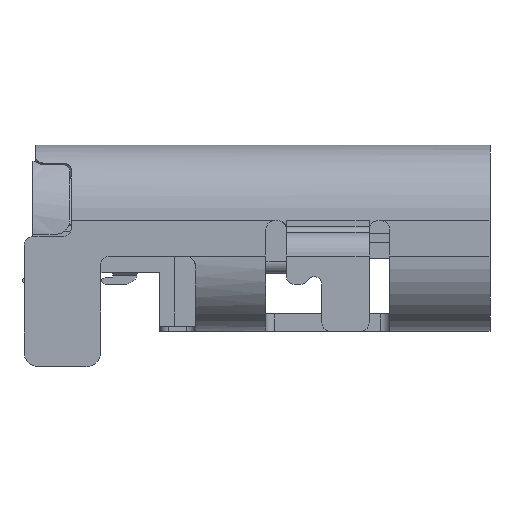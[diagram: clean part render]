
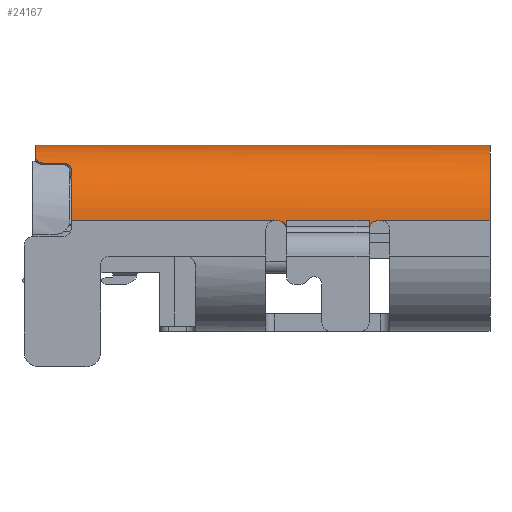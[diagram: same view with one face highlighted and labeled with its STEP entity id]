
A CAD part, front view. The second image highlights one B-rep face of the part: STEP entity #24167.
In plain terms, the highlighted cylindrical face has radius 1.28 mm (diameter 2.56 mm), a partial arc.
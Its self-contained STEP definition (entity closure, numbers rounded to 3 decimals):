
#3691=CARTESIAN_POINT('',(4.481,-2.428,17.6));
#3692=DIRECTION('',(-1.,0.,0.));
#3693=DIRECTION('',(0.,-1.,0.));
#3694=AXIS2_PLACEMENT_3D('',#3691,#3692,#3693);
#3880=DIRECTION('',(-1.,0.,0.));
#3881=VECTOR('',#3880,0.05);
#3882=CARTESIAN_POINT('',(2.631,-3.708,17.6));
#3883=LINE('',#3882,#3881);
#3884=DIRECTION('',(-1.,0.,0.));
#3885=VECTOR('',#3884,1.4);
#3886=CARTESIAN_POINT('',(2.431,-3.708,17.6));
#3887=LINE('',#3886,#3885);
#3888=DIRECTION('',(-1.,0.,0.));
#3889=VECTOR('',#3888,0.05);
#3890=CARTESIAN_POINT('',(0.881,-3.708,17.6));
#3891=LINE('',#3890,#3889);
#3892=DIRECTION('',(-1.,0.,0.));
#3893=VECTOR('',#3892,3.449);
#3894=CARTESIAN_POINT('',(0.831,-3.708,17.6));
#3895=LINE('',#3894,#3893);
#3896=DIRECTION('',(1.,0.,0.));
#3897=VECTOR('',#3896,7.7);
#3898=CARTESIAN_POINT('',(-3.219,-2.428,
18.88));
#3899=LINE('',#3898,#3897);
#3900=DIRECTION('',(-1.,0.,0.));
#3901=VECTOR('',#3900,1.85);
#3902=CARTESIAN_POINT('',(4.481,-3.708,17.6));
#3903=LINE('',#3902,#3901);
#3919=CARTESIAN_POINT('',(2.431,-3.699,17.45));
#3920=CARTESIAN_POINT('',(2.431,-3.7,17.463));
#3921=CARTESIAN_POINT('',(2.435,-3.703,17.49));
#3922=CARTESIAN_POINT('',(2.45,-3.706,17.526));
#3923=CARTESIAN_POINT('',(2.474,-3.707,17.557));
#3924=CARTESIAN_POINT('',(2.505,-3.708,17.582));
#3925=CARTESIAN_POINT('',(2.542,-3.708,17.597));
#3926=CARTESIAN_POINT('',(2.568,-3.708,17.6));
#3927=CARTESIAN_POINT('',(2.581,-3.708,17.6));
#3957=CARTESIAN_POINT('',(2.431,-2.428,17.6));
#3958=DIRECTION('',(1.,0.,0.));
#3959=DIRECTION('',(0.,-1.,0.));
#3960=AXIS2_PLACEMENT_3D('',#3957,#3958,#3959);
#4090=CARTESIAN_POINT('',(1.031,-2.428,17.6));
#4091=DIRECTION('',(-1.,0.,0.));
#4092=DIRECTION('',(0.,-0.993,-0.117));
#4093=AXIS2_PLACEMENT_3D('',#4090,#4091,#4092);
#4133=CARTESIAN_POINT('',(0.881,-3.708,17.6));
#4134=CARTESIAN_POINT('',(0.894,-3.708,
17.6));
#4135=CARTESIAN_POINT('',(0.921,-3.708,
17.597));
#4136=CARTESIAN_POINT('',(0.957,-3.708,
17.582));
#4137=CARTESIAN_POINT('',(0.989,-3.707,
17.557));
#4138=CARTESIAN_POINT('',(1.013,-3.706,17.526));
#4139=CARTESIAN_POINT('',(1.028,-3.703,17.49));
#4140=CARTESIAN_POINT('',(1.031,-3.7,17.463));
#4141=CARTESIAN_POINT('',(1.031,-3.699,17.45));
#7952=CARTESIAN_POINT('',(-3.219,-2.428,
17.6));
#7953=DIRECTION('',(1.,0.,0.));
#7954=DIRECTION('',(0.,0.,1.));
#7955=AXIS2_PLACEMENT_3D('',#7952,#7953,#7954);
#7984=CARTESIAN_POINT('',(-3.219,-3.131,
18.669));
#7985=CARTESIAN_POINT('',(-3.219,-3.143,
18.662));
#7986=CARTESIAN_POINT('',(-3.215,-3.167,
18.646));
#7987=CARTESIAN_POINT('',(-3.2,-3.198,
18.623));
#7988=CARTESIAN_POINT('',(-3.175,-3.223,
18.603));
#7989=CARTESIAN_POINT('',(-3.144,-3.242,
18.588));
#7990=CARTESIAN_POINT('',(-3.108,-3.254,
18.578));
#7991=CARTESIAN_POINT('',(-3.082,-3.256,
18.576));
#7992=CARTESIAN_POINT('',(-3.069,-3.256,
18.576));
#8006=DIRECTION('',(1.,0.,0.));
#8007=VECTOR('',#8006,0.3);
#8008=CARTESIAN_POINT('',(-3.069,-3.256,
18.576));
#8009=LINE('',#8008,#8007);
#12245=CARTESIAN_POINT('',(-2.769,-3.256,
18.576));
#12246=CARTESIAN_POINT('',(-2.756,-3.256,
18.576));
#12247=CARTESIAN_POINT('',(-2.73,-3.259,
18.574));
#12248=CARTESIAN_POINT('',(-2.694,-3.271,
18.564));
#12249=CARTESIAN_POINT('',(-2.662,-3.289,
18.547));
#12250=CARTESIAN_POINT('',(-2.638,-3.312,
18.526));
#12251=CARTESIAN_POINT('',(-2.622,-3.339,
18.499));
#12252=CARTESIAN_POINT('',(-2.619,-3.357,
18.48));
#12253=CARTESIAN_POINT('',(-2.619,-3.366,
18.471));
#12264=CARTESIAN_POINT('',(-2.619,-3.366,
18.471));
#12265=CARTESIAN_POINT('',(-2.619,-3.391,
18.444));
#12266=CARTESIAN_POINT('',(-2.619,-3.438,
18.389));
#12267=CARTESIAN_POINT('',(-2.619,-3.502,
18.3));
#12268=CARTESIAN_POINT('',(-2.619,-3.539,
18.237));
#12269=CARTESIAN_POINT('',(-2.619,-3.556,
18.205));
#12296=CARTESIAN_POINT('',(-2.618,-2.428,
17.6));
#12297=DIRECTION('',(1.,0.,0.));
#12298=DIRECTION('',(0.,-0.881,0.473));
#12299=AXIS2_PLACEMENT_3D('',#12296,#12297,#12298);
#16678=CARTESIAN_POINT('',(0.831,-3.708,17.6));
#16679=VERTEX_POINT('',#16678);
#16681=CARTESIAN_POINT('',(0.881,-3.708,17.6));
#16683=VERTEX_POINT('',#16681);
#16684=VERTEX_POINT('',#4141);
#16688=CARTESIAN_POINT('',(2.631,-3.708,
17.6));
#16689=CARTESIAN_POINT('',(2.581,-3.708,
17.6));
#16690=VERTEX_POINT('',#16688);
#16691=VERTEX_POINT('',#16689);
#16692=VERTEX_POINT('',#3919);
#16693=CARTESIAN_POINT('',(2.431,-3.708,
17.6));
#16694=VERTEX_POINT('',#16693);
#16695=CARTESIAN_POINT('',(1.031,-3.708,
17.6));
#16696=VERTEX_POINT('',#16695);
#16697=CARTESIAN_POINT('',(-2.618,-3.708,
17.6));
#16698=VERTEX_POINT('',#16697);
#16699=CARTESIAN_POINT('',(-2.618,-3.556,
18.205));
#16700=VERTEX_POINT('',#16699);
#16701=VERTEX_POINT('',#12264);
#16702=VERTEX_POINT('',#12245);
#16703=CARTESIAN_POINT('',(-3.069,-3.256,
18.576));
#16704=VERTEX_POINT('',#16703);
#16705=VERTEX_POINT('',#7984);
#16706=CARTESIAN_POINT('',(-3.219,-2.428,
18.88));
#16707=VERTEX_POINT('',#16706);
#16708=CARTESIAN_POINT('',(4.481,-2.428,
18.88));
#16709=VERTEX_POINT('',#16708);
#16710=CARTESIAN_POINT('',(4.481,-3.708,
17.6));
#16711=VERTEX_POINT('',#16710);
#24128=CARTESIAN_POINT('',(-3.373,-2.428,
17.6));
#24129=DIRECTION('',(1.,0.,0.));
#24130=DIRECTION('',(0.,1.,0.));
#24131=AXIS2_PLACEMENT_3D('',#24128,#24129,#24130);
#24132=CYLINDRICAL_SURFACE('',#24131,1.28);
#24134=ORIENTED_EDGE('',*,*,#24133,.T.);
#24136=ORIENTED_EDGE('',*,*,#24135,.F.);
#24138=ORIENTED_EDGE('',*,*,#24137,.F.);
#24140=ORIENTED_EDGE('',*,*,#24139,.T.);
#24142=ORIENTED_EDGE('',*,*,#24141,.F.);
#24144=ORIENTED_EDGE('',*,*,#24143,.F.);
#24146=ORIENTED_EDGE('',*,*,#24145,.T.);
#24148=ORIENTED_EDGE('',*,*,#24147,.T.);
#24150=ORIENTED_EDGE('',*,*,#24149,.F.);
#24152=ORIENTED_EDGE('',*,*,#24151,.F.);
#24154=ORIENTED_EDGE('',*,*,#24153,.F.);
#24156=ORIENTED_EDGE('',*,*,#24155,.F.);
#24158=ORIENTED_EDGE('',*,*,#24157,.F.);
#24160=ORIENTED_EDGE('',*,*,#24159,.F.);
#24161=ORIENTED_EDGE('',*,*,#23963,.T.);
#24162=ORIENTED_EDGE('',*,*,#23952,.F.);
#24164=ORIENTED_EDGE('',*,*,#24163,.T.);
#24165=EDGE_LOOP('',(#24134,#24136,#24138,#24140,#24142,#24144,#24146,#24148,
#24150,#24152,#24154,#24156,#24158,#24160,#24161,#24162,#24164));
#24166=FACE_OUTER_BOUND('',#24165,.F.);
#24167=ADVANCED_FACE('',(#24166),#24132,.T.);
#3695=CIRCLE('',#3694,1.28);
#3928=B_SPLINE_CURVE_WITH_KNOTS('',3,(#3919,#3920,#3921,#3922,#3923,#3924,#3925,
#3926,#3927),.UNSPECIFIED.,.F.,.F.,(4,1,1,1,1,1,4),(0.,0.167,
0.333,0.5,0.667,0.833,1.),
.UNSPECIFIED.);
#3961=CIRCLE('',#3960,1.28);
#4094=CIRCLE('',#4093,1.28);
#4142=B_SPLINE_CURVE_WITH_KNOTS('',3,(#4133,#4134,#4135,#4136,#4137,#4138,#4139,
#4140,#4141),.UNSPECIFIED.,.F.,.F.,(4,1,1,1,1,1,4),(0.,0.167,
0.333,0.5,0.667,0.833,1.),
.UNSPECIFIED.);
#7956=CIRCLE('',#7955,1.28);
#7993=B_SPLINE_CURVE_WITH_KNOTS('',3,(#7984,#7985,#7986,#7987,#7988,#7989,#7990,
#7991,#7992),.UNSPECIFIED.,.F.,.F.,(4,1,1,1,1,1,4),(0.,0.167,
0.333,0.5,0.667,0.833,1.),
.UNSPECIFIED.);
#12254=B_SPLINE_CURVE_WITH_KNOTS('',3,(#12245,#12246,#12247,#12248,#12249,
#12250,#12251,#12252,#12253),.UNSPECIFIED.,.F.,.F.,(4,1,1,1,1,1,4),(0.,
0.167,0.333,0.5,0.667,0.833,
1.),.UNSPECIFIED.);
#12270=B_SPLINE_CURVE_WITH_KNOTS('',3,(#12264,#12265,#12266,#12267,#12268,
#12269),.UNSPECIFIED.,.F.,.F.,(4,1,1,4),(0.,0.333,
0.667,1.),.UNSPECIFIED.);
#12300=CIRCLE('',#12299,1.28);
#23952=EDGE_CURVE('',#16711,#16709,#3695,.T.);
#23963=EDGE_CURVE('',#16707,#16709,#3899,.T.);
#24133=EDGE_CURVE('',#16690,#16691,#3883,.T.);
#24135=EDGE_CURVE('',#16692,#16691,#3928,.T.);
#24137=EDGE_CURVE('',#16694,#16692,#3961,.T.);
#24139=EDGE_CURVE('',#16694,#16696,#3887,.T.);
#24141=EDGE_CURVE('',#16684,#16696,#4094,.T.);
#24143=EDGE_CURVE('',#16683,#16684,#4142,.T.);
#24145=EDGE_CURVE('',#16683,#16679,#3891,.T.);
#24147=EDGE_CURVE('',#16679,#16698,#3895,.T.);
#24149=EDGE_CURVE('',#16700,#16698,#12300,.T.);
#24151=EDGE_CURVE('',#16701,#16700,#12270,.T.);
#24153=EDGE_CURVE('',#16702,#16701,#12254,.T.);
#24155=EDGE_CURVE('',#16704,#16702,#8009,.T.);
#24157=EDGE_CURVE('',#16705,#16704,#7993,.T.);
#24159=EDGE_CURVE('',#16707,#16705,#7956,.T.);
#24163=EDGE_CURVE('',#16711,#16690,#3903,.T.);
